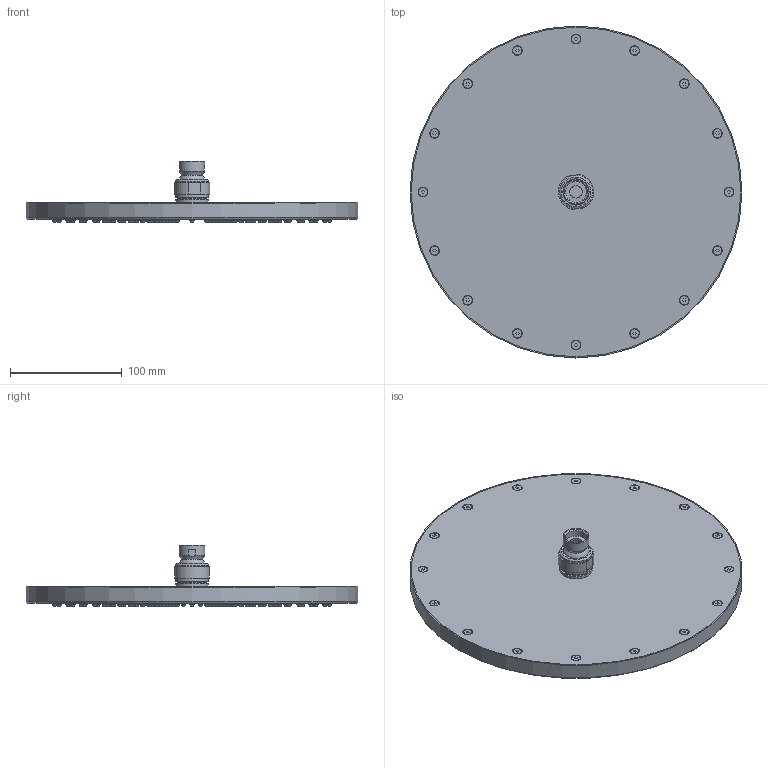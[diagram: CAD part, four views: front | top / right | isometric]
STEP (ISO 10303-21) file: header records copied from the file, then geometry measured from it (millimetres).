
FILE_DESCRIPTION(/* description */ ('Unknown'),/* implementation_level */ '2;1');
FILE_NAME(/* name */ 'M106',/* time_stamp */ '2016-04-27T09:12:43+02:00',/* author */ ('Unknown'),/* organization */ ('Unknown'),/* preprocessor_version */ 'ST-DEVELOPER v16.7',/* originating_system */ 'DEX',/* authorisation */ $);
FILE_SCHEMA (('AUTOMOTIVE_DESIGN {1 0 10303 214 3 1 1}'));
Length unit declared in the file: millimetre
Products named in the file (1): M106
Bounding box: 297 x 297 x 55.33 mm (x, y, z)
Surface area: 238966.1 mm2 (no closed solid volume)
Topology: 0 solids, 222 shells, 1092 faces, 2764 edges, 1905 vertices
Faces by surface type: cone 396, plane 335, cylinder 213, torus 146, sphere 2
Full cylindrical faces by diameter (mm): 4 x198, 8 x4, 11 x1, 15.2 x1, 19 x1, 23 x1, 26.5 x1, 29.5 x3, 297 x1
Entity records: 29664 total; most frequent: DIRECTION 5322, CARTESIAN_POINT 4487, ORIENTED_EDGE 2779, AXIS2_PLACEMENT_3D 2510, EDGE_LOOP 2299, FACE_BOUND 2299, EDGE_CURVE 1721, VERTEX_POINT 1617
